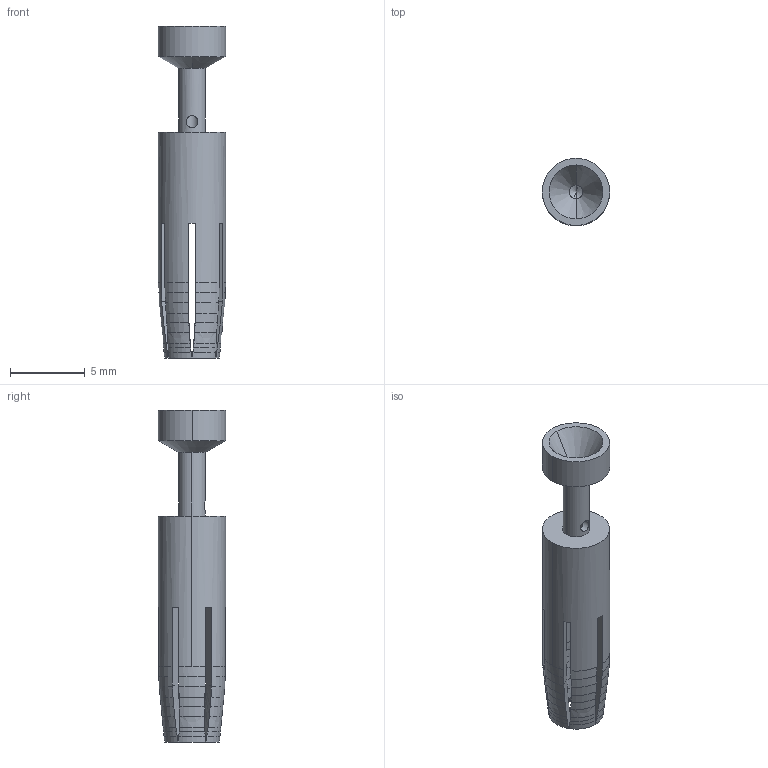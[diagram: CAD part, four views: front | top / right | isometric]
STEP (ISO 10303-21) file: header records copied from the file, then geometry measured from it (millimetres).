
FILE_DESCRIPTION(('Creo Elements/Direct Modeling STEP Export'),'2;1');
FILE_NAME('0lndrr03sr8c20a1700','2015-09-22T16:48:16',(''),(''),'PTC Creo Elements/Direct Modeling STEP processor for AP214 (Solid Model)','PTC Creo Elements/Direct Modeling 19.0B 21-Mar-2015 (C) Parametric Technology GmbH','');
FILE_SCHEMA(('AUTOMOTIVE_DESIGN { 1 0 10303 214 1 1 1 1 }'));
Length unit declared in the file: millimetre
Products named in the file (3): CCFC; CCFF.stp
Assembly tree (2 placements, depth 3):
  CCFF.stp
    CCFC
      CCFC
Bounding box: 4.5 x 4.5 x 22.2 mm (x, y, z)
Volume: 176.9 mm3; surface area: 473.1 mm2
Topology: 1 solids, 1 shells, 172 faces, 508 edges, 336 vertices
Faces by surface type: cone 122, plane 26, cylinder 24
Entity records: 8680 total; most frequent: CARTESIAN_POINT 3907, ORIENTED_EDGE 1008, EDGE_CURVE 504, VERTEX_POINT 336, DIRECTION 318, B_SPLINE_CURVE_WITH_KNOTS 220, EDGE_LOOP 176, COLOUR_RGB 173
